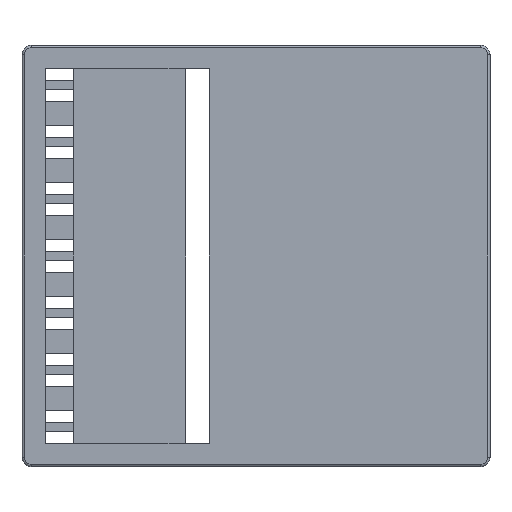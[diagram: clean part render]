
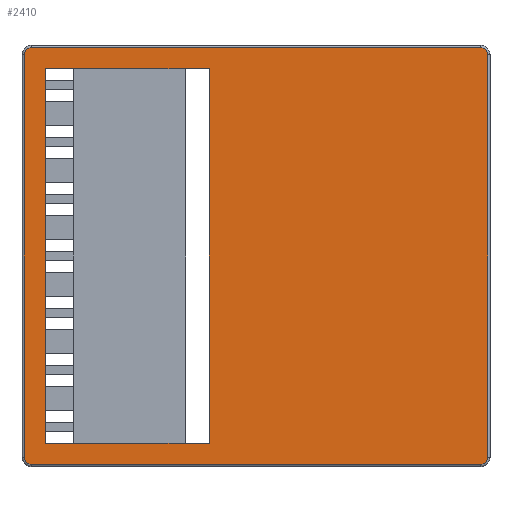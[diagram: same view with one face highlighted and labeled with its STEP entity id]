
A CAD part, front view. The second image highlights one B-rep face of the part: STEP entity #2410.
In plain terms, the highlighted planar face has unit normal (0, -1, 0).
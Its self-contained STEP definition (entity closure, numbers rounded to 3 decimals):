
#19=FACE_BOUND('',#272,.T.);
#61=CIRCLE('',#2533,1.5);
#67=CIRCLE('',#2541,1.5);
#71=CIRCLE('',#2547,1.5);
#75=CIRCLE('',#2553,1.5);
#152=FACE_OUTER_BOUND('',#271,.T.);
#271=EDGE_LOOP('',(#1737,#1738,#1739,#1740,#1741,#1742,#1743,#1744));
#272=EDGE_LOOP('',(#1745,#1746,#1747,#1748));
#468=LINE('',#3510,#775);
#470=LINE('',#3522,#777);
#472=LINE('',#3534,#779);
#473=LINE('',#3542,#780);
#493=LINE('',#3589,#800);
#494=LINE('',#3591,#801);
#495=LINE('',#3593,#802);
#496=LINE('',#3594,#803);
#775=VECTOR('',#2827,10.);
#777=VECTOR('',#2841,10.);
#779=VECTOR('',#2855,10.);
#780=VECTOR('',#2866,10.);
#800=VECTOR('',#2902,10.);
#801=VECTOR('',#2903,10.);
#802=VECTOR('',#2904,10.);
#803=VECTOR('',#2905,10.);
#1069=VERTEX_POINT('',#3498);
#1070=VERTEX_POINT('',#3500);
#1072=VERTEX_POINT('',#3506);
#1074=VERTEX_POINT('',#3512);
#1076=VERTEX_POINT('',#3518);
#1078=VERTEX_POINT('',#3524);
#1080=VERTEX_POINT('',#3530);
#1082=VERTEX_POINT('',#3536);
#1101=VERTEX_POINT('',#3587);
#1102=VERTEX_POINT('',#3588);
#1103=VERTEX_POINT('',#3590);
#1104=VERTEX_POINT('',#3592);
#1311=EDGE_CURVE('',#1069,#1070,#61,.T.);
#1316=EDGE_CURVE('',#1070,#1072,#468,.T.);
#1319=EDGE_CURVE('',#1072,#1074,#67,.T.);
#1322=EDGE_CURVE('',#1074,#1076,#470,.T.);
#1325=EDGE_CURVE('',#1076,#1078,#71,.T.);
#1328=EDGE_CURVE('',#1078,#1080,#472,.T.);
#1331=EDGE_CURVE('',#1080,#1082,#75,.T.);
#1332=EDGE_CURVE('',#1082,#1069,#473,.T.);
#1355=EDGE_CURVE('',#1101,#1102,#493,.T.);
#1356=EDGE_CURVE('',#1102,#1103,#494,.T.);
#1357=EDGE_CURVE('',#1103,#1104,#495,.T.);
#1358=EDGE_CURVE('',#1104,#1101,#496,.T.);
#1737=ORIENTED_EDGE('',*,*,#1311,.F.);
#1738=ORIENTED_EDGE('',*,*,#1332,.F.);
#1739=ORIENTED_EDGE('',*,*,#1331,.F.);
#1740=ORIENTED_EDGE('',*,*,#1328,.F.);
#1741=ORIENTED_EDGE('',*,*,#1325,.F.);
#1742=ORIENTED_EDGE('',*,*,#1322,.F.);
#1743=ORIENTED_EDGE('',*,*,#1319,.F.);
#1744=ORIENTED_EDGE('',*,*,#1316,.F.);
#1745=ORIENTED_EDGE('',*,*,#1355,.T.);
#1746=ORIENTED_EDGE('',*,*,#1356,.T.);
#1747=ORIENTED_EDGE('',*,*,#1357,.T.);
#1748=ORIENTED_EDGE('',*,*,#1358,.T.);
#2309=PLANE('',#2562);
#2410=ADVANCED_FACE('',(#152,#19),#2309,.F.);
#2533=AXIS2_PLACEMENT_3D('',#3501,#2816,#2817);
#2541=AXIS2_PLACEMENT_3D('',#3516,#2834,#2835);
#2547=AXIS2_PLACEMENT_3D('',#3528,#2848,#2849);
#2553=AXIS2_PLACEMENT_3D('',#3540,#2862,#2863);
#2562=AXIS2_PLACEMENT_3D('',#3586,#2900,#2901);
#2816=DIRECTION('center_axis',(0.,1.,0.));
#2817=DIRECTION('ref_axis',(0.707,0.,-0.707));
#2827=DIRECTION('',(-1.,0.,0.));
#2834=DIRECTION('center_axis',(0.,1.,0.));
#2835=DIRECTION('ref_axis',(-0.707,0.,-0.707));
#2841=DIRECTION('',(0.,0.,1.));
#2848=DIRECTION('center_axis',(0.,1.,0.));
#2849=DIRECTION('ref_axis',(-0.707,0.,0.707));
#2855=DIRECTION('',(1.,0.,0.));
#2862=DIRECTION('center_axis',(0.,1.,0.));
#2863=DIRECTION('ref_axis',(0.707,0.,0.707));
#2866=DIRECTION('',(0.,0.,-1.));
#2900=DIRECTION('center_axis',(0.,1.,0.));
#2901=DIRECTION('ref_axis',(1.,0.,0.));
#2902=DIRECTION('',(-1.,0.,0.));
#2903=DIRECTION('',(0.,0.,1.));
#2904=DIRECTION('',(1.,0.,0.));
#2905=DIRECTION('',(0.,0.,-1.));
#3498=CARTESIAN_POINT('',(99.5,0.,2.));
#3500=CARTESIAN_POINT('',(98.,0.,0.5));
#3501=CARTESIAN_POINT('Origin',(98.,0.,2.));
#3506=CARTESIAN_POINT('',(2.,0.,0.5));
#3510=CARTESIAN_POINT('',(75.,0.,0.5));
#3512=CARTESIAN_POINT('',(0.5,0.,2.));
#3516=CARTESIAN_POINT('Origin',(2.,0.,2.));
#3518=CARTESIAN_POINT('',(0.5,0.,88.));
#3522=CARTESIAN_POINT('',(0.5,0.,22.5));
#3524=CARTESIAN_POINT('',(2.,0.,89.5));
#3528=CARTESIAN_POINT('Origin',(2.,0.,88.));
#3530=CARTESIAN_POINT('',(98.,0.,89.5));
#3534=CARTESIAN_POINT('',(25.,0.,89.5));
#3536=CARTESIAN_POINT('',(99.5,0.,88.));
#3540=CARTESIAN_POINT('Origin',(98.,0.,88.));
#3542=CARTESIAN_POINT('',(99.5,0.,67.5));
#3586=CARTESIAN_POINT('Origin',(50.,0.,45.));
#3587=CARTESIAN_POINT('',(40.,0.,5.));
#3588=CARTESIAN_POINT('',(5.,0.,5.));
#3589=CARTESIAN_POINT('',(45.,0.,5.));
#3590=CARTESIAN_POINT('',(5.,0.,85.));
#3591=CARTESIAN_POINT('',(5.,0.,25.));
#3592=CARTESIAN_POINT('',(40.,0.,85.));
#3593=CARTESIAN_POINT('',(27.5,0.,85.));
#3594=CARTESIAN_POINT('',(40.,0.,65.));
